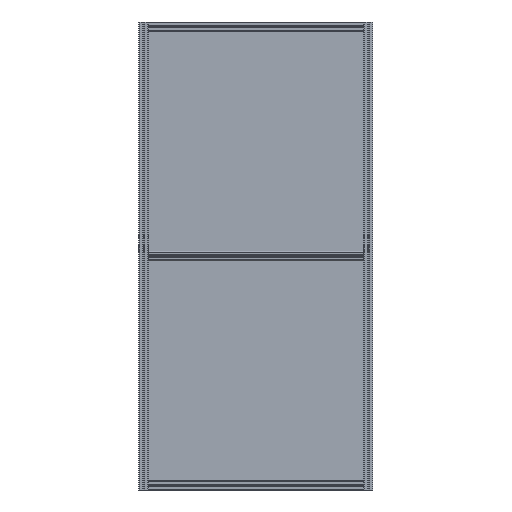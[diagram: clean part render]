
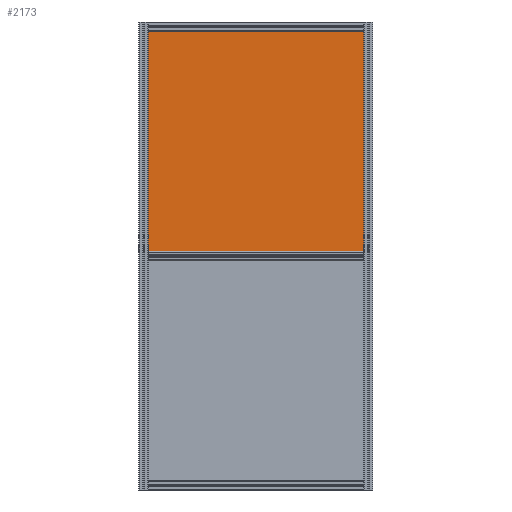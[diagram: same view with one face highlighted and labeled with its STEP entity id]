
A CAD part, front view. The second image highlights one B-rep face of the part: STEP entity #2173.
In plain terms, the highlighted face is planar.
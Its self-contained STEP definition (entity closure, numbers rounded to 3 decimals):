
#2173=ADVANCED_FACE('',(#3614),#3615,.T.);
#3614=FACE_OUTER_BOUND('',#6607,.T.);
#3615=PLANE('',#6608);
#6607=EDGE_LOOP('',(#9619,#9620,#9621,#9622));
#6608=AXIS2_PLACEMENT_3D('',#9623,#9624,#9625);
#9619=ORIENTED_EDGE('',*,*,#22246,.F.);
#9620=ORIENTED_EDGE('',*,*,#22244,.F.);
#9621=ORIENTED_EDGE('',*,*,#22238,.F.);
#9622=ORIENTED_EDGE('',*,*,#22241,.F.);
#9623=CARTESIAN_POINT('',(0.0,0.0,-2.0));
#9624=DIRECTION('',(0.0,0.0,-1.0));
#9625=DIRECTION('',(-1.0,0.0,0.0));
#22238=EDGE_CURVE('',#26449,#26444,#26451,.T.);
#22241=EDGE_CURVE('',#26454,#26449,#26456,.T.);
#22244=EDGE_CURVE('',#26444,#26457,#26461,.T.);
#22246=EDGE_CURVE('',#26457,#26454,#26463,.T.);
#26444=VERTEX_POINT('',#33474);
#26449=VERTEX_POINT('',#33481);
#26451=LINE('',#33484,#33485);
#26454=VERTEX_POINT('',#33489);
#26456=LINE('',#33492,#33493);
#26457=VERTEX_POINT('',#33494);
#26461=LINE('',#33500,#33501);
#26463=LINE('',#33504,#33505);
#33474=CARTESIAN_POINT('',(-470.0,-480.0,-2.0));
#33481=CARTESIAN_POINT('',(-470.0,480.0,-2.0));
#33484=CARTESIAN_POINT('',(-470.0,0.0,-2.0));
#33485=VECTOR('',#45702,1.0);
#33489=CARTESIAN_POINT('',(470.0,480.0,-2.0));
#33492=CARTESIAN_POINT('',(0.0,480.0,-2.0));
#33493=VECTOR('',#45705,1.0);
#33494=CARTESIAN_POINT('',(470.0,-480.0,-2.0));
#33500=CARTESIAN_POINT('',(0.0,-480.0,-2.0));
#33501=VECTOR('',#45708,1.0);
#33504=CARTESIAN_POINT('',(470.0,0.0,-2.0));
#33505=VECTOR('',#45710,1.0);
#45702=DIRECTION('',(0.0,-1.0,0.0));
#45705=DIRECTION('',(-1.0,0.0,0.0));
#45708=DIRECTION('',(1.0,0.0,0.0));
#45710=DIRECTION('',(0.0,1.0,0.0));
